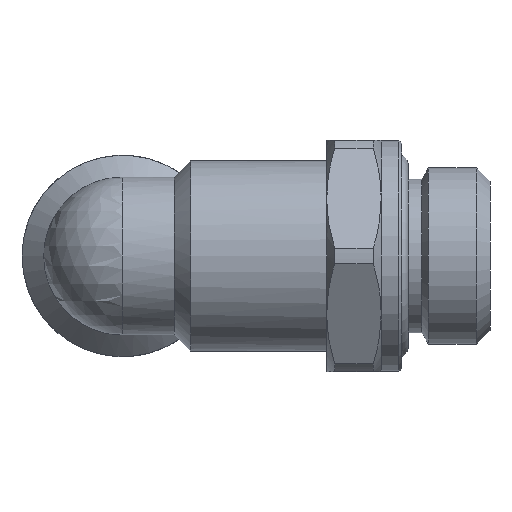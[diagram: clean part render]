
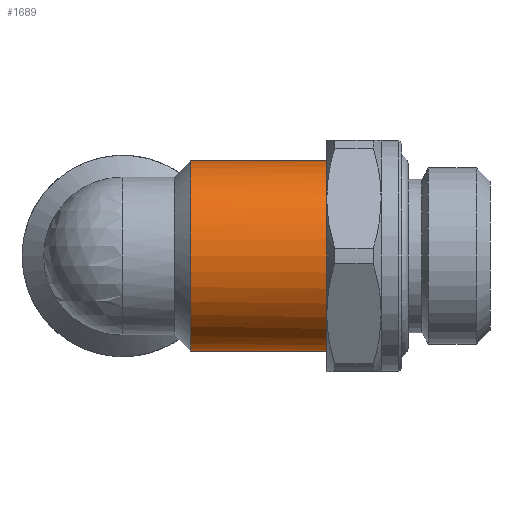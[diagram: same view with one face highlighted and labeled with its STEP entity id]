
A CAD part, left-side view. The second image highlights one B-rep face of the part: STEP entity #1689.
In plain terms, the highlighted cylindrical face has radius 7 mm (diameter 14 mm), a full revolution.
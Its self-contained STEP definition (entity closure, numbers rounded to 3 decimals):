
#1033=CARTESIAN_POINT('',(-7.,0.,0.0));
#1034=VERTEX_POINT('',#1033);
#1035=CARTESIAN_POINT('',(0.,0.,0.0));
#1036=DIRECTION('',(0.,1.0,0.0));
#1037=DIRECTION('',(-1.0,0.,0.0));
#1038=AXIS2_PLACEMENT_3D('',#1035,#1036,#1037);
#1039=CIRCLE('',#1038,7.0);
#1040=EDGE_CURVE('',#1034,#1034,#1039,.T.);
#1537=CARTESIAN_POINT('',(6.928,5.528,1.0));
#1538=VERTEX_POINT('',#1537);
#1545=CARTESIAN_POINT('',(6.928,5.528,-1.0));
#1546=VERTEX_POINT('',#1545);
#1547=CARTESIAN_POINT('',(0.,-1.4,0.0));
#1548=DIRECTION('',(0.707,-0.707,0.0));
#1549=DIRECTION('',(-0.707,-0.707,0.0));
#1550=AXIS2_PLACEMENT_3D('',#1547,#1548,#1549);
#1551=ELLIPSE('',#1550,9.899,7.);
#1552=EDGE_CURVE('',#1546,#1538,#1551,.T.);
#1576=CARTESIAN_POINT('',(6.928,8.448,1.));
#1577=VERTEX_POINT('',#1576);
#1591=CARTESIAN_POINT('',(6.928,5.528,1.0));
#1592=DIRECTION('',(0.,1.0,0.));
#1593=VECTOR('',#1592,2.92);
#1594=LINE('',#1591,#1593);
#1595=EDGE_CURVE('',#1538,#1577,#1594,.T.);
#1615=CARTESIAN_POINT('',(6.928,8.448,-1.));
#1616=VERTEX_POINT('',#1615);
#1617=CARTESIAN_POINT('',(6.928,8.448,-1.));
#1618=DIRECTION('',(0.,-1.0,0.));
#1619=VECTOR('',#1618,2.92);
#1620=LINE('',#1617,#1619);
#1621=EDGE_CURVE('',#1616,#1546,#1620,.T.);
#1639=CARTESIAN_POINT('',(0.,5.,0.0));
#1640=DIRECTION('',(0.,1.0,0.0));
#1641=DIRECTION('',(-1.0,0.,0.0));
#1642=AXIS2_PLACEMENT_3D('',#1639,#1640,#1641);
#1643=CYLINDRICAL_SURFACE('',#1642,7.);
#1644=ORIENTED_EDGE('',*,*,#1040,.T.);
#1645=EDGE_LOOP('',(#1644));
#1646=FACE_OUTER_BOUND('',#1645,.T.);
#1647=ORIENTED_EDGE('',*,*,#1621,.T.);
#1648=ORIENTED_EDGE('',*,*,#1552,.T.);
#1649=ORIENTED_EDGE('',*,*,#1595,.T.);
#1650=CARTESIAN_POINT('',(6.231,10.,3.19));
#1651=VERTEX_POINT('',#1650);
#1652=CARTESIAN_POINT('',(6.928,8.448,1.));
#1653=CARTESIAN_POINT('',(6.885,8.537,1.299));
#1654=CARTESIAN_POINT('',(6.823,8.666,1.588));
#1655=CARTESIAN_POINT('',(6.751,8.819,1.849));
#1656=CARTESIAN_POINT('',(6.711,8.906,1.997));
#1657=CARTESIAN_POINT('',(6.668,8.999,2.135));
#1658=CARTESIAN_POINT('',(6.623,9.096,2.265));
#1659=CARTESIAN_POINT('',(6.51,9.344,2.596));
#1660=CARTESIAN_POINT('',(6.372,9.656,2.913));
#1661=CARTESIAN_POINT('',(6.231,10.,3.19));
#1662=B_SPLINE_CURVE_WITH_KNOTS('',3,(#1652,#1653,#1654,#1655,#1656,#1657,#1658,#1659,#1660,#1661),.UNSPECIFIED.,.F.,.U.,(4,3,3,4),(2.754,2.843,2.893,3.021),.UNSPECIFIED.);
#1663=EDGE_CURVE('',#1577,#1651,#1662,.T.);
#1664=ORIENTED_EDGE('',*,*,#1663,.T.);
#1665=CARTESIAN_POINT('',(6.231,10.,-3.19));
#1666=VERTEX_POINT('',#1665);
#1667=CARTESIAN_POINT('',(0.,10.,0.0));
#1668=DIRECTION('',(0.,1.0,0.0));
#1669=DIRECTION('',(-1.0,0.,0.0));
#1670=AXIS2_PLACEMENT_3D('',#1667,#1668,#1669);
#1671=CIRCLE('',#1670,7.);
#1672=EDGE_CURVE('',#1666,#1651,#1671,.T.);
#1673=ORIENTED_EDGE('',*,*,#1672,.F.);
#1674=CARTESIAN_POINT('',(6.231,10.,-3.19));
#1675=CARTESIAN_POINT('',(6.335,9.747,-2.987));
#1676=CARTESIAN_POINT('',(6.437,9.511,-2.761));
#1677=CARTESIAN_POINT('',(6.529,9.305,-2.524));
#1678=CARTESIAN_POINT('',(6.598,9.151,-2.346));
#1679=CARTESIAN_POINT('',(6.66,9.016,-2.166));
#1680=CARTESIAN_POINT('',(6.719,8.889,-1.964));
#1681=CARTESIAN_POINT('',(6.804,8.706,-1.673));
#1682=CARTESIAN_POINT('',(6.879,8.55,-1.344));
#1683=CARTESIAN_POINT('',(6.928,8.448,-1.));
#1684=B_SPLINE_CURVE_WITH_KNOTS('',3,(#1674,#1675,#1676,#1677,#1678,#1679,#1680,#1681,#1682,#1683),.UNSPECIFIED.,.F.,.U.,(4,3,3,4),(2.292,2.386,2.457,2.559),.UNSPECIFIED.);
#1685=EDGE_CURVE('',#1666,#1616,#1684,.T.);
#1686=ORIENTED_EDGE('',*,*,#1685,.T.);
#1687=EDGE_LOOP('',(#1647,#1648,#1649,#1664,#1673,#1686));
#1688=FACE_BOUND('',#1687,.T.);
#1689=ADVANCED_FACE('',(#1646,#1688),#1643,.T.);
